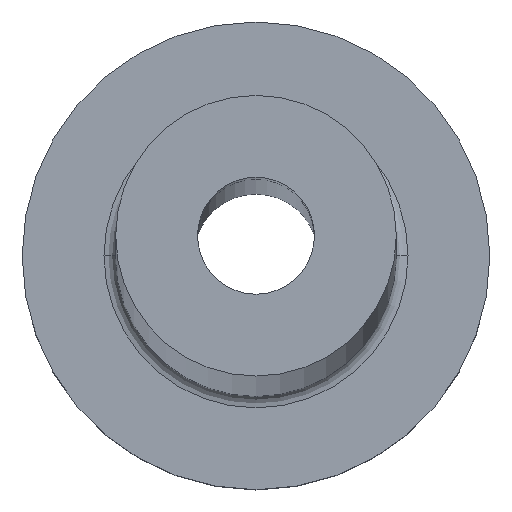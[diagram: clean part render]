
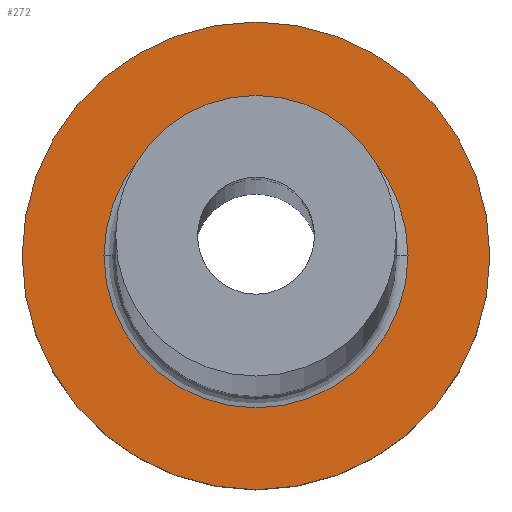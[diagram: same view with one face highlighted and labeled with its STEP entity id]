
A CAD part, top view. The second image highlights one B-rep face of the part: STEP entity #272.
In plain terms, the highlighted planar face has unit normal (0, 0, 1).
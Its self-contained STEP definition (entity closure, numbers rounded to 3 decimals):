
#5 = DIRECTION ( 'NONE',  ( 1., 0., 0. ) ) ;
#15 = DIRECTION ( 'NONE',  ( 1., 0., 0. ) ) ;
#16 = AXIS2_PLACEMENT_3D ( 'NONE', #87, #123, #441 ) ;
#18 = VERTEX_POINT ( 'NONE', #36 ) ;
#25 = ORIENTED_EDGE ( 'NONE', *, *, #102, .T. ) ;
#36 = CARTESIAN_POINT ( 'NONE',  ( 10., 0., 7. ) ) ;
#39 = EDGE_CURVE ( 'NONE', #18, #219, #316, .T. ) ;
#43 = CARTESIAN_POINT ( 'NONE',  ( 0., 0., 7. ) ) ;
#63 = DIRECTION ( 'NONE',  ( 1., 0., 0. ) ) ;
#70 = CARTESIAN_POINT ( 'NONE',  ( -6.5, 0., 7. ) ) ;
#81 = EDGE_CURVE ( 'NONE', #426, #215, #427, .T. ) ;
#87 = CARTESIAN_POINT ( 'NONE',  ( 0., 0., 7. ) ) ;
#88 = ORIENTED_EDGE ( 'NONE', *, *, #39, .T. ) ;
#96 = PLANE ( 'NONE',  #295 ) ;
#102 = EDGE_CURVE ( 'NONE', #219, #18, #143, .T. ) ;
#113 = CARTESIAN_POINT ( 'NONE',  ( 0., 0., 7. ) ) ;
#123 = DIRECTION ( 'NONE',  ( 0., 0., -1. ) ) ;
#125 = CARTESIAN_POINT ( 'NONE',  ( -10., 0., 7. ) ) ;
#137 = CARTESIAN_POINT ( 'NONE',  ( 6.5, 0., 7. ) ) ;
#143 = CIRCLE ( 'NONE', #190, 10. ) ;
#155 = DIRECTION ( 'NONE',  ( 0., 0., 1. ) ) ;
#190 = AXIS2_PLACEMENT_3D ( 'NONE', #113, #277, #381 ) ;
#197 = AXIS2_PLACEMENT_3D ( 'NONE', #334, #394, #5 ) ;
#206 = EDGE_LOOP ( 'NONE', ( #25, #88 ) ) ;
#215 = VERTEX_POINT ( 'NONE', #137 ) ;
#219 = VERTEX_POINT ( 'NONE', #125 ) ;
#254 = DIRECTION ( 'NONE',  ( 0., 0., 1. ) ) ;
#272 = ADVANCED_FACE ( 'NONE', ( #322, #422 ), #96, .T. ) ;
#277 = DIRECTION ( 'NONE',  ( 0., 0., 1. ) ) ;
#295 = AXIS2_PLACEMENT_3D ( 'NONE', #391, #254, #63 ) ;
#315 = CIRCLE ( 'NONE', #197, 6.5 ) ;
#316 = CIRCLE ( 'NONE', #413, 10. ) ;
#322 = FACE_BOUND ( 'NONE', #400, .T. ) ;
#334 = CARTESIAN_POINT ( 'NONE',  ( 0., 0., 7. ) ) ;
#348 = ORIENTED_EDGE ( 'NONE', *, *, #439, .T. ) ;
#381 = DIRECTION ( 'NONE',  ( 1., 0., 0. ) ) ;
#391 = CARTESIAN_POINT ( 'NONE',  ( 0., 0., 7. ) ) ;
#394 = DIRECTION ( 'NONE',  ( 0., 0., -1. ) ) ;
#400 = EDGE_LOOP ( 'NONE', ( #348, #409 ) ) ;
#409 = ORIENTED_EDGE ( 'NONE', *, *, #81, .T. ) ;
#413 = AXIS2_PLACEMENT_3D ( 'NONE', #43, #155, #15 ) ;
#422 = FACE_OUTER_BOUND ( 'NONE', #206, .T. ) ;
#426 = VERTEX_POINT ( 'NONE', #70 ) ;
#427 = CIRCLE ( 'NONE', #16, 6.5 ) ;
#439 = EDGE_CURVE ( 'NONE', #215, #426, #315, .T. ) ;
#441 = DIRECTION ( 'NONE',  ( 1., 0., 0. ) ) ;
